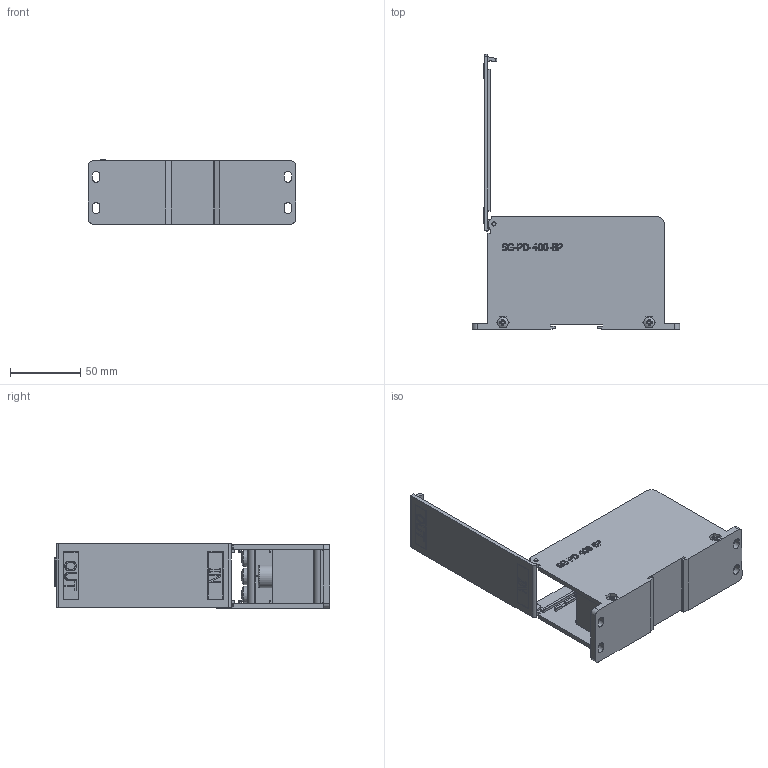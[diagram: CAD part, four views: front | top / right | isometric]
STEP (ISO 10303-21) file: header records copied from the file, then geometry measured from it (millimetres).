
FILE_DESCRIPTION(/* description */ (''),/* implementation_level */ '2;1');
FILE_NAME(/* name */ '',/* time_stamp */ '2025-11-06T17:20:32+09:00',/* author */ ('7890'),/* organization */ (''),/* preprocessor_version */ 'ST-DEVELOPER v20.1',/* originating_system */ 'Autodesk Inventor 2026',/* authorisation */ '');
FILE_SCHEMA (('AUTOMOTIVE_DESIGN { 1 0 10303 214 3 1 1 }'));
Length unit declared in the file: millimetre
Products named in the file (7): PD-400-8P 조립품; PD-400-8P 본체; DIN 7985 (H) - M6x10-H; DIN 7985 (H) - M8x14-H; DIN 7985 (H) - M4x40-H; ISO 4762  - M10 x 20; PD-400-8P 커버
Assembly tree (13 placements, depth 2):
  PD-400-8P 조립품
    PD-400-8P 본체
    DIN 7985 (H) - M6x10-H  x6
    DIN 7985 (H) - M8x14-H  x2
    DIN 7985 (H) - M4x40-H  x2
    ISO 4762  - M10 x 20
    PD-400-8P 커버
Bounding box: 147.4 x 195.47 x 45.6 mm (x, y, z)
Volume: 260928.4 mm3; surface area: 77140.7 mm2
Topology: 13 solids, 13 shells, 1041 faces, 2743 edges, 1790 vertices
Faces by surface type: plane 548, cylinder 170, cone 152, bspline 119, sphere 40, torus 12
Full cylindrical faces by diameter (mm): 2.4 x2, 3 x2, 3.65 x2, 4 x2, 4.3 x2, 5.5 x6, 6 x6, 6.3 x6, 7.375 x2, 8 x2, 8.3 x2, 10 x1, 10.8 x1, 16 x1
Entity records: 24548 total; most frequent: CARTESIAN_POINT 5821, ORIENTED_EDGE 4028, DIRECTION 3506, EDGE_CURVE 2014, VERTEX_POINT 1307, LINE 1264, VECTOR 1264, AXIS2_PLACEMENT_3D 1121
